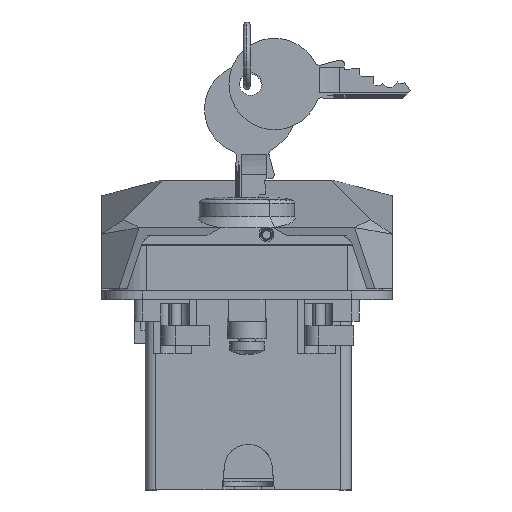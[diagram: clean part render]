
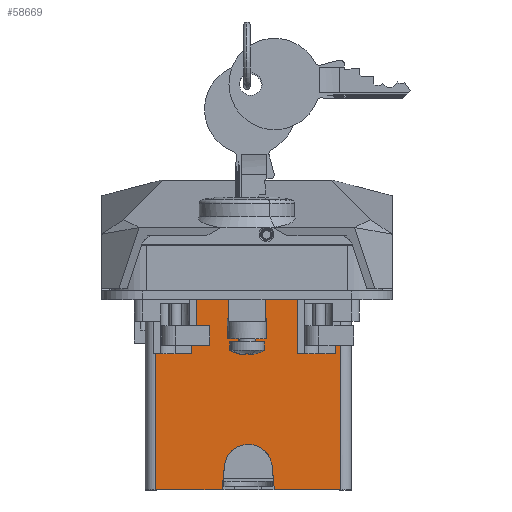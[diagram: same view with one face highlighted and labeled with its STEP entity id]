
A CAD part, front view. The second image highlights one B-rep face of the part: STEP entity #58669.
In plain terms, the highlighted planar face has unit normal (0, -1, 0).
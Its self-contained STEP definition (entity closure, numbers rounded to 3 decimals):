
#58599=AXIS2_PLACEMENT_3D('Plane Axis2P3D',#58596,#58597,#58598) ;
#56488=CARTESIAN_POINT('Vertex',(12.445,34.747,45.)) ;
#56491=CARTESIAN_POINT('Line Origine',(33.7,34.747,45.)) ;
#56495=CARTESIAN_POINT('Vertex',(54.955,34.747,45.)) ;
#58577=CARTESIAN_POINT('Line Origine',(12.445,34.747,21.89)) ;
#58581=CARTESIAN_POINT('Vertex',(12.445,34.747,0.)) ;
#58596=CARTESIAN_POINT('Axis2P3D Location',(12.445,34.747,45.)) ;
#58601=CARTESIAN_POINT('Line Origine',(27.962,34.747,2.76)) ;
#58605=CARTESIAN_POINT('Vertex',(28.225,34.747,5.52)) ;
#58607=CARTESIAN_POINT('Vertex',(27.7,34.747,0.)) ;
#58611=CARTESIAN_POINT('Control Point',(39.175,34.747,5.52)) ;
#58612=CARTESIAN_POINT('Control Point',(39.121,34.747,6.092)) ;
#58613=CARTESIAN_POINT('Control Point',(38.992,34.747,6.657)) ;
#58614=CARTESIAN_POINT('Control Point',(38.789,34.747,7.202)) ;
#58615=CARTESIAN_POINT('Control Point',(38.247,34.747,8.226)) ;
#58616=CARTESIAN_POINT('Control Point',(37.46,34.747,9.076)) ;
#58617=CARTESIAN_POINT('Control Point',(37.013,34.747,9.447)) ;
#58618=CARTESIAN_POINT('Control Point',(36.032,34.747,10.064)) ;
#58619=CARTESIAN_POINT('Control Point',(34.926,34.747,10.408)) ;
#58620=CARTESIAN_POINT('Control Point',(34.353,34.747,10.507)) ;
#58621=CARTESIAN_POINT('Control Point',(33.195,34.747,10.552)) ;
#58622=CARTESIAN_POINT('Control Point',(32.065,34.747,10.299)) ;
#58623=CARTESIAN_POINT('Control Point',(31.519,34.747,10.099)) ;
#58624=CARTESIAN_POINT('Control Point',(30.493,34.747,9.56)) ;
#58625=CARTESIAN_POINT('Control Point',(29.64,34.747,8.777)) ;
#58626=CARTESIAN_POINT('Control Point',(29.267,34.747,8.331)) ;
#58627=CARTESIAN_POINT('Control Point',(28.754,34.747,7.523)) ;
#58628=CARTESIAN_POINT('Control Point',(28.426,34.747,6.628)) ;
#58629=CARTESIAN_POINT('Control Point',(28.327,34.747,6.264)) ;
#58630=CARTESIAN_POINT('Control Point',(28.26,34.747,5.894)) ;
#58631=CARTESIAN_POINT('Control Point',(28.225,34.747,5.52)) ;
#58632=CARTESIAN_POINT('Vertex',(39.175,34.747,5.52)) ;
#58635=CARTESIAN_POINT('Line Origine',(39.438,34.747,2.76)) ;
#58639=CARTESIAN_POINT('Vertex',(39.7,34.747,0.)) ;
#58642=CARTESIAN_POINT('Line Origine',(47.327,34.747,0.)) ;
#58646=CARTESIAN_POINT('Vertex',(54.955,34.747,0.)) ;
#58649=CARTESIAN_POINT('Line Origine',(54.955,34.747,22.5)) ;
#58654=CARTESIAN_POINT('Line Origine',(20.072,34.747,0.)) ;
#56492=DIRECTION('Vector Direction',(1.,0.,0.)) ;
#58578=DIRECTION('Vector Direction',(0.,0.,1.)) ;
#58597=DIRECTION('Axis2P3D Direction',(-0.,1.,0.)) ;
#58598=DIRECTION('Axis2P3D XDirection',(1.,0.,0.)) ;
#58602=DIRECTION('Vector Direction',(-0.095,0.,-0.996)) ;
#58636=DIRECTION('Vector Direction',(-0.095,0.,0.996)) ;
#58643=DIRECTION('Vector Direction',(1.,0.,0.)) ;
#58650=DIRECTION('Vector Direction',(0.,0.,-1.)) ;
#58655=DIRECTION('Vector Direction',(1.,0.,0.)) ;
#56493=VECTOR('Line Direction',#56492,1.) ;
#58579=VECTOR('Line Direction',#58578,1.) ;
#58603=VECTOR('Line Direction',#58602,1.) ;
#58637=VECTOR('Line Direction',#58636,1.) ;
#58644=VECTOR('Line Direction',#58643,1.) ;
#58651=VECTOR('Line Direction',#58650,1.) ;
#58656=VECTOR('Line Direction',#58655,1.) ;
#58660=ORIENTED_EDGE('',*,*,#58609,.F.) ;
#58661=ORIENTED_EDGE('',*,*,#58634,.F.) ;
#58662=ORIENTED_EDGE('',*,*,#58641,.F.) ;
#58663=ORIENTED_EDGE('',*,*,#58648,.T.) ;
#58664=ORIENTED_EDGE('',*,*,#58653,.F.) ;
#58665=ORIENTED_EDGE('',*,*,#56497,.F.) ;
#58666=ORIENTED_EDGE('',*,*,#58583,.T.) ;
#58667=ORIENTED_EDGE('',*,*,#58658,.T.) ;
#58669=ADVANCED_FACE('V2.2',(#58668),#58600,.F.) ;
#58610=B_SPLINE_CURVE_WITH_KNOTS('',5,(#58611,#58612,#58613,#58614,#58615,#58616,#58617,#58618,#58619,#58620,#58621,#58622,#58623,#58624,#58625,#58626,#58627,#58628,#58629,#58630,#58631),.UNSPECIFIED.,.F.,.U.,(6,3,3,3,3,3,6),(0.,4.085,8.17,12.256,16.341,20.426,23.093),.UNSPECIFIED.) ;
#56497=EDGE_CURVE('',#56489,#56496,#56494,.T.) ;
#58583=EDGE_CURVE('',#56489,#58582,#58580,.F.) ;
#58609=EDGE_CURVE('',#58606,#58608,#58604,.T.) ;
#58634=EDGE_CURVE('',#58633,#58606,#58610,.T.) ;
#58641=EDGE_CURVE('',#58640,#58633,#58638,.T.) ;
#58648=EDGE_CURVE('',#58640,#58647,#58645,.T.) ;
#58653=EDGE_CURVE('',#56496,#58647,#58652,.T.) ;
#58658=EDGE_CURVE('',#58582,#58608,#58657,.T.) ;
#58659=EDGE_LOOP('',(#58660,#58661,#58662,#58663,#58664,#58665,#58666,#58667)) ;
#58668=FACE_OUTER_BOUND('',#58659,.T.) ;
#56494=LINE('Line',#56491,#56493) ;
#58580=LINE('Line',#58577,#58579) ;
#58604=LINE('Line',#58601,#58603) ;
#58638=LINE('Line',#58635,#58637) ;
#58645=LINE('Line',#58642,#58644) ;
#58652=LINE('Line',#58649,#58651) ;
#58657=LINE('Line',#58654,#58656) ;
#58600=PLANE('',#58599) ;
#56489=VERTEX_POINT('',#56488) ;
#56496=VERTEX_POINT('',#56495) ;
#58582=VERTEX_POINT('',#58581) ;
#58606=VERTEX_POINT('',#58605) ;
#58608=VERTEX_POINT('',#58607) ;
#58633=VERTEX_POINT('',#58632) ;
#58640=VERTEX_POINT('',#58639) ;
#58647=VERTEX_POINT('',#58646) ;
